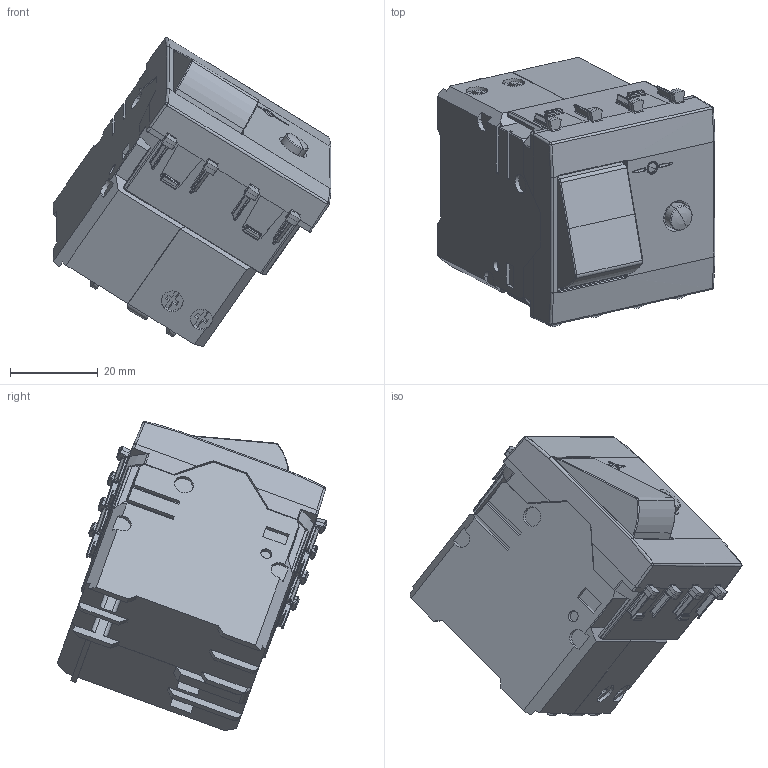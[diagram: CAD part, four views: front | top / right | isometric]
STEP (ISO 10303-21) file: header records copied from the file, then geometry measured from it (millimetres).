
FILE_DESCRIPTION(('CATIA V5 STEP Exchange'),'2;1');
FILE_NAME('441062x6.stp','2024-02-15T12:29:17+00:00',('none'),('none'),'CATIA Version 5-6 Release 2016 SP6','CATIA V5 STEP AP203','none');
FILE_SCHEMA(('CONFIG_CONTROL_DESIGN'));
Products named in the file (1): 441062x
Assembly tree (5 placements, depth 2):
  441062x
    #57
    #8918
    #14891
    #16297
    #16634
Bounding box: 63.29 x 61.48 x 70.44 mm (x, y, z)
Volume: 69992.9 mm3; surface area: 29365.8 mm2
Topology: 7 solids, 7 shells, 1567 faces, 4158 edges, 2528 vertices
Faces by surface type: plane 743, cylinder 445, bspline 195, sphere 94, torus 55, cone 35
Entity records: 53561 total; most frequent: CARTESIAN_POINT 20048, ORIENTED_EDGE 8120, DIRECTION 4829, EDGE_CURVE 4060, VERTEX_POINT 2528, VECTOR 2254, LINE 2254, AXIS2_PLACEMENT_3D 1628
